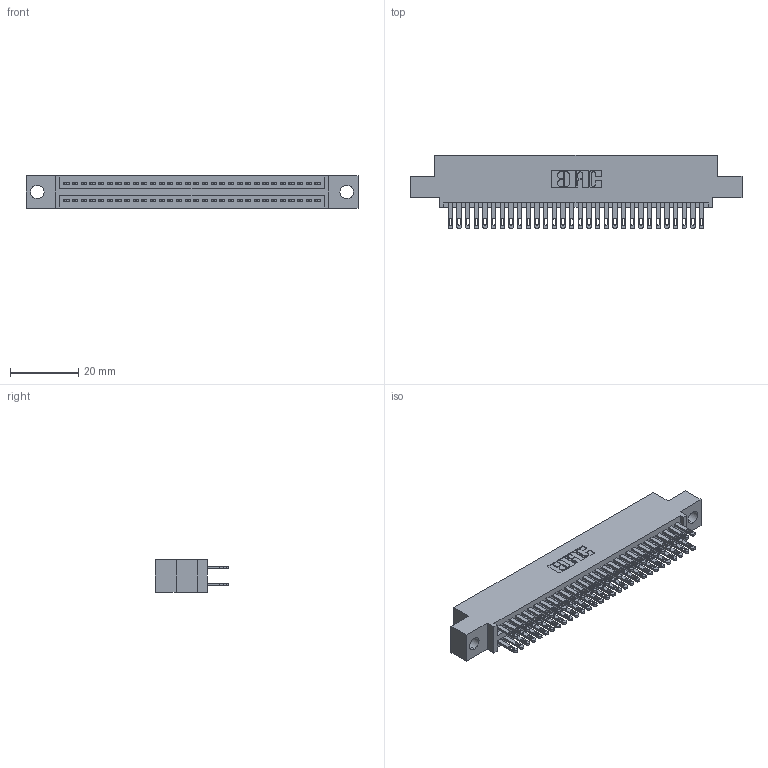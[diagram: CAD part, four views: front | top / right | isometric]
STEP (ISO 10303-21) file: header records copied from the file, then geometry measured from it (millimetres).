
FILE_DESCRIPTION (( 'STEP AP203' ), '1' );
FILE_NAME ('345-060-500-504.STEP', '2021-05-20T05:24:08', ( '' ), ( '' ), 'SwSTEP 2.0', 'SolidWorks 2020', '' );
FILE_SCHEMA (( 'CONFIG_CONTROL_DESIGN' ));
Length unit declared in the file: inch
Products named in the file (3): 345-292-001_345-293-100; 345 Part_0.110 Offset - 0.156 Dia-TI; 345-060-500-504
Assembly tree (61 placements, depth 2):
  345-060-500-504
    345 Part_0.110 Offset - 0.156 Dia-TI
    345-292-001_345-293-100  x60
Bounding box: 97.41 x 21.51 x 9.4 mm (x, y, z)
Volume: 9355.1 mm3; surface area: 14152.3 mm2
Topology: 61 solids, 61 shells, 2904 faces, 8849 edges, 5898 vertices
Faces by surface type: plane 1718, cylinder 1186
Entity records: 25635 total; most frequent: CARTESIAN_POINT 4314, ORIENTED_EDGE 4246, DIRECTION 3819, EDGE_CURVE 2123, VECTOR 1867, LINE 1867, VERTEX_POINT 1414, AXIS2_PLACEMENT_3D 976
